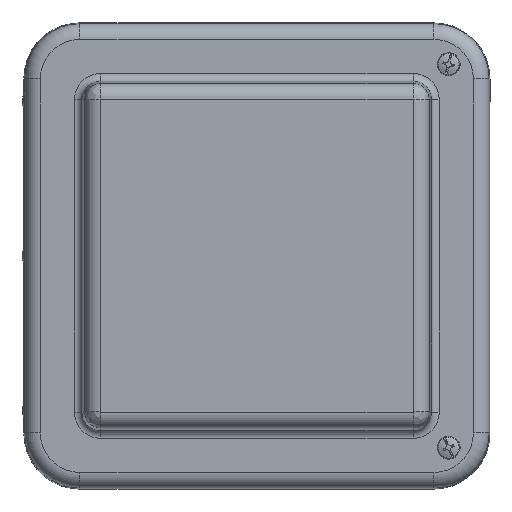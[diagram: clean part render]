
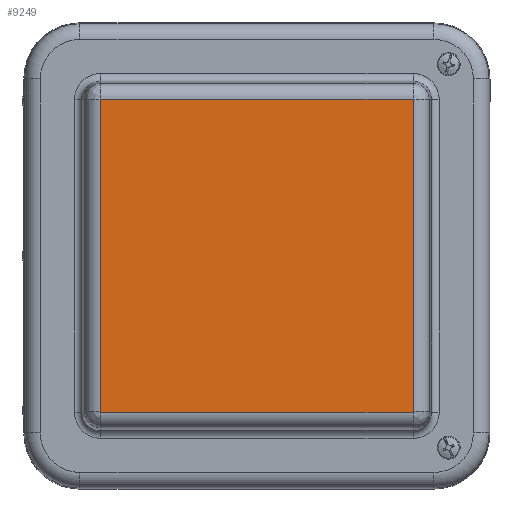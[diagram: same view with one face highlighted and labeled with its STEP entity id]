
A CAD part, top view. The second image highlights one B-rep face of the part: STEP entity #9249.
In plain terms, the highlighted planar face has unit normal (0, 0, 1).
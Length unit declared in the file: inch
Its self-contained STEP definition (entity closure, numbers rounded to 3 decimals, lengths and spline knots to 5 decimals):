
#701=LINE($,#17293,#1267);
#704=LINE($,#17300,#1270);
#705=LINE($,#17333,#1271);
#708=LINE($,#17340,#1274);
#1267=VECTOR($,#12814,5.0411);
#1270=VECTOR($,#12821,5.0411);
#1271=VECTOR($,#12838,5.0411);
#1274=VECTOR($,#12845,5.0411);
#1558=PLANE($,#10305);
#2535=FACE_OUTER_BOUND($,#3285,.T.);
#3285=EDGE_LOOP($,(#8128,#8129,#8130,#8131,#8132,#8133,#8134,#8135));
#3946=CIRCLE($,#10280,0.00858);
#3952=CIRCLE($,#10288,0.00858);
#3956=CIRCLE($,#10292,0.00858);
#3960=CIRCLE($,#10298,0.00858);
#4776=VERTEX_POINT($,#17282);
#4777=VERTEX_POINT($,#17284);
#4780=VERTEX_POINT($,#17291);
#4781=VERTEX_POINT($,#17296);
#4784=VERTEX_POINT($,#17311);
#4785=VERTEX_POINT($,#17324);
#4788=VERTEX_POINT($,#17331);
#4789=VERTEX_POINT($,#17336);
#5937=EDGE_CURVE($,#4776,#4777,#3946,.T.);
#5941=EDGE_CURVE($,#4780,#4776,#701,.T.);
#5945=EDGE_CURVE($,#4777,#4781,#704,.T.);
#5947=EDGE_CURVE($,#4784,#4780,#3952,.T.);
#5951=EDGE_CURVE($,#4781,#4785,#3956,.T.);
#5953=EDGE_CURVE($,#4788,#4784,#705,.T.);
#5957=EDGE_CURVE($,#4785,#4789,#708,.T.);
#5959=EDGE_CURVE($,#4789,#4788,#3960,.T.);
#8128=ORIENTED_EDGE($,*,*,#5937,.F.);
#8129=ORIENTED_EDGE($,*,*,#5941,.F.);
#8130=ORIENTED_EDGE($,*,*,#5947,.F.);
#8131=ORIENTED_EDGE($,*,*,#5953,.F.);
#8132=ORIENTED_EDGE($,*,*,#5959,.F.);
#8133=ORIENTED_EDGE($,*,*,#5957,.F.);
#8134=ORIENTED_EDGE($,*,*,#5951,.F.);
#8135=ORIENTED_EDGE($,*,*,#5945,.F.);
#9249=ADVANCED_FACE($,(#2535),#1558,.T.);
#10280=AXIS2_PLACEMENT_3D($,#17285,#12804,#12805);
#10288=AXIS2_PLACEMENT_3D($,#17313,#12824,#12825);
#10292=AXIS2_PLACEMENT_3D($,#17328,#12832,#12833);
#10298=AXIS2_PLACEMENT_3D($,#17351,#12848,#12849);
#10305=AXIS2_PLACEMENT_3D($,#17370,#12869,#12870);
#12804=DIRECTION('center_axis',(0.,0.,-1.));
#12805=DIRECTION('ref_axis',(0.707,-0.707,0.));
#12814=DIRECTION($,(0.,-1.,0.));
#12821=DIRECTION($,(-1.,0.,0.));
#12824=DIRECTION('center_axis',(0.,0.,-1.));
#12825=DIRECTION('ref_axis',(0.707,0.707,0.));
#12832=DIRECTION('center_axis',(0.,0.,-1.));
#12833=DIRECTION('ref_axis',(-0.707,-0.707,0.));
#12838=DIRECTION($,(1.,0.,0.));
#12845=DIRECTION($,(0.,1.,0.));
#12848=DIRECTION('center_axis',(0.,0.,-1.));
#12849=DIRECTION('ref_axis',(-0.707,0.707,0.));
#12869=DIRECTION('center_axis',(0.,0.,1.));
#12870=DIRECTION('ref_axis',(1.,0.,0.));
#17282=CARTESIAN_POINT('',(2.52913,-2.52055,2.26));
#17284=CARTESIAN_POINT('',(2.52055,-2.52913,2.26));
#17285=CARTESIAN_POINT('Origin',(2.52055,-2.52055,2.26));
#17291=CARTESIAN_POINT('',(2.52913,2.52055,2.26));
#17293=CARTESIAN_POINT($,(2.52913,2.52055,2.26));
#17296=CARTESIAN_POINT('',(-2.52055,-2.52913,2.26));
#17300=CARTESIAN_POINT($,(2.52055,-2.52913,2.26));
#17311=CARTESIAN_POINT('',(2.52055,2.52913,2.26));
#17313=CARTESIAN_POINT('Origin',(2.52055,2.52055,2.26));
#17324=CARTESIAN_POINT('',(-2.52913,-2.52055,2.26));
#17328=CARTESIAN_POINT('Origin',(-2.52055,-2.52055,2.26));
#17331=CARTESIAN_POINT('',(-2.52055,2.52913,2.26));
#17333=CARTESIAN_POINT($,(-2.52055,2.52913,2.26));
#17336=CARTESIAN_POINT('',(-2.52913,2.52055,2.26));
#17340=CARTESIAN_POINT($,(-2.52913,-2.52055,2.26));
#17351=CARTESIAN_POINT('Origin',(-2.52055,2.52055,2.26));
#17370=CARTESIAN_POINT('Origin',(0.,0.,2.26));
